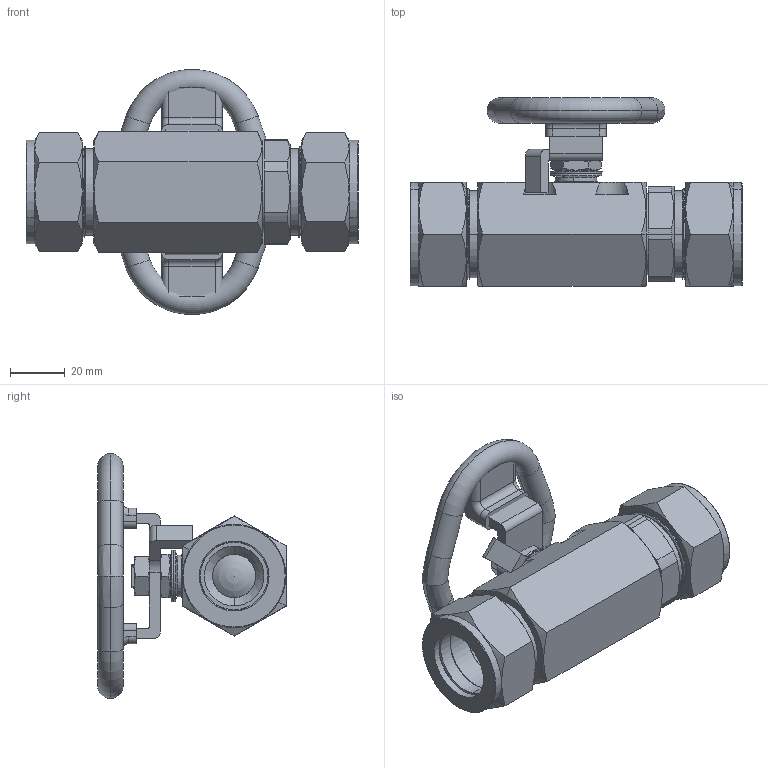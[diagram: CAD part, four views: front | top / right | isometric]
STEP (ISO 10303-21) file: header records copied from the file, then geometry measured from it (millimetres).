
FILE_DESCRIPTION (( 'STEP AP203' ), '1' );
FILE_NAME ('8206XXC16R.step', '2018-03-12T16:34:29', ( '' ), ( '' ), 'SwSTEP 2.0', 'SolidWorks 2017', '' );
FILE_SCHEMA (( 'CONFIG_CONTROL_DESIGN' ));
Products named in the file (1): 8206XXC16R
Bounding box: 121.45 x 68.94 x 89.62 mm (x, y, z)
Volume: 131373.2 mm3; surface area: 71098.2 mm2
Topology: 23 solids, 23 shells, 695 faces, 1734 edges, 1095 vertices
Faces by surface type: cylinder 280, plane 193, cone 135, bspline 61, torus 24, sphere 2
Entity records: 43419 total; most frequent: CARTESIAN_POINT 27993, ORIENTED_EDGE 3456, DIRECTION 2953, EDGE_CURVE 1728, AXIS2_PLACEMENT_3D 1153, VERTEX_POINT 1091, EDGE_LOOP 751, FACE_OUTER_BOUND 695
